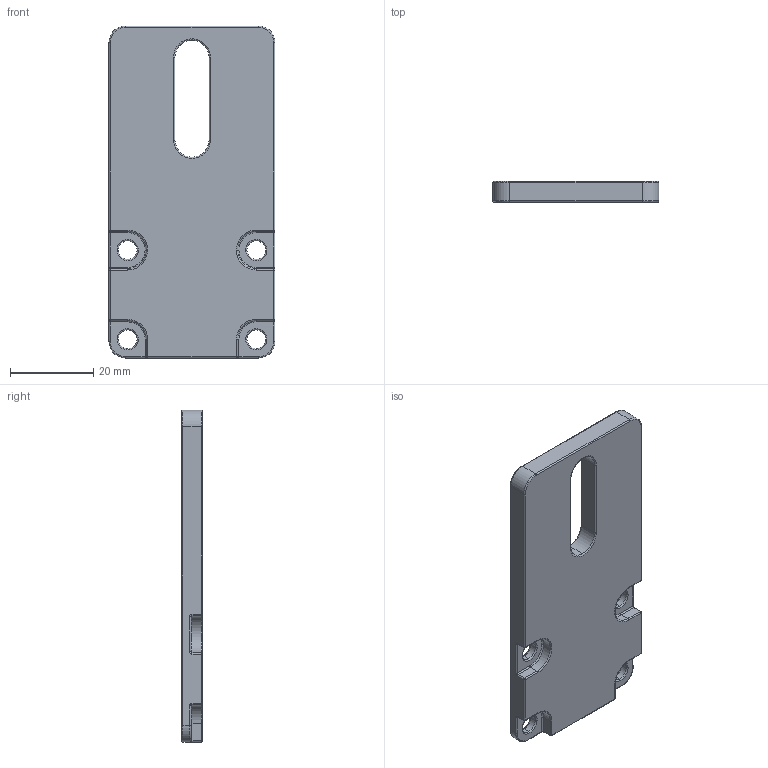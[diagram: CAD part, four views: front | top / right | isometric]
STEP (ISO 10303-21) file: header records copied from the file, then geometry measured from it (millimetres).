
FILE_DESCRIPTION (( 'STEP AP203' ), '1' );
FILE_NAME ('801002_c_1.STEP', '2022-10-11T15:17:44', ( '' ), ( '' ), 'SwSTEP 2.0', 'SolidWorks 2014', '' );
FILE_SCHEMA (( 'CONFIG_CONTROL_DESIGN' ));
Length unit declared in the file: millimetre
Products named in the file (1): 801002_c_1
Bounding box: 40 x 5 x 80 mm (x, y, z)
Volume: 13877.9 mm3; surface area: 7394.3 mm2
Topology: 1 solids, 1 shells, 139 faces, 339 edges, 194 vertices
Faces by surface type: cylinder 63, bspline 56, plane 20
Entity records: 5250 total; most frequent: CARTESIAN_POINT 2179, ORIENTED_EDGE 662, DIRECTION 617, EDGE_CURVE 331, AXIS2_PLACEMENT_3D 250, VERTEX_POINT 194, CIRCLE 166, EDGE_LOOP 149
